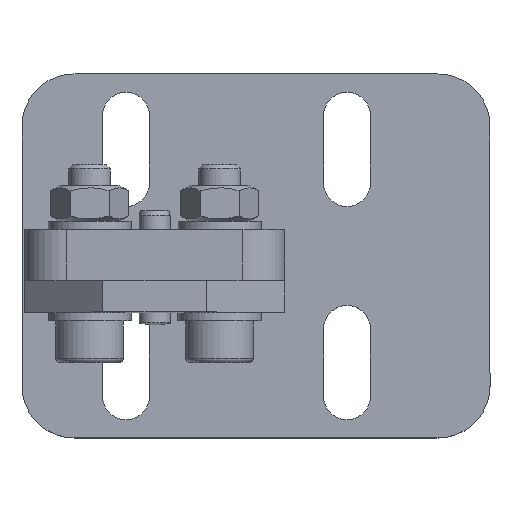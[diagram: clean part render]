
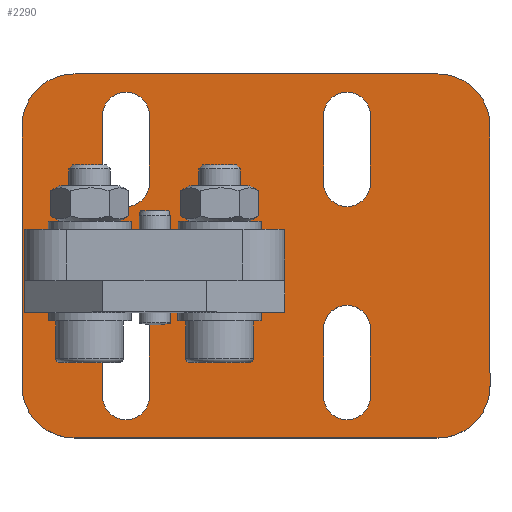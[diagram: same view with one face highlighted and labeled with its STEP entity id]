
A CAD part, top view. The second image highlights one B-rep face of the part: STEP entity #2290.
In plain terms, the highlighted planar face has unit normal (0, 0, 1).
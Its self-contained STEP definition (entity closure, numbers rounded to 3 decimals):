
#129=FACE_BOUND('',#429,.T.);
#130=FACE_BOUND('',#430,.T.);
#131=FACE_BOUND('',#431,.T.);
#132=FACE_BOUND('',#432,.T.);
#133=FACE_BOUND('',#433,.T.);
#173=CIRCLE('',#2505,10.);
#174=CIRCLE('',#2506,10.);
#175=CIRCLE('',#2507,10.);
#176=CIRCLE('',#2508,10.);
#177=CIRCLE('',#2509,4.5);
#178=CIRCLE('',#2510,4.5);
#179=CIRCLE('',#2511,4.5);
#180=CIRCLE('',#2512,4.5);
#181=CIRCLE('',#2513,4.5);
#182=CIRCLE('',#2514,4.5);
#183=CIRCLE('',#2515,4.5);
#184=CIRCLE('',#2516,4.5);
#286=FACE_OUTER_BOUND('',#428,.T.);
#428=EDGE_LOOP('',(#1544,#1545,#1546,#1547,#1548,#1549,#1550,#1551));
#429=EDGE_LOOP('',(#1552,#1553,#1554,#1555));
#430=EDGE_LOOP('',(#1556,#1557,#1558,#1559));
#431=EDGE_LOOP('',(#1560,#1561,#1562,#1563));
#432=EDGE_LOOP('',(#1564,#1565,#1566,#1567));
#433=EDGE_LOOP('',(#1568,#1569,#1570,#1571));
#619=LINE('',#3476,#801);
#620=LINE('',#3480,#802);
#621=LINE('',#3484,#803);
#622=LINE('',#3488,#804);
#623=LINE('',#3492,#805);
#624=LINE('',#3496,#806);
#625=LINE('',#3502,#807);
#626=LINE('',#3505,#808);
#627=LINE('',#3510,#809);
#628=LINE('',#3513,#810);
#629=LINE('',#3518,#811);
#630=LINE('',#3521,#812);
#631=LINE('',#3524,#813);
#632=LINE('',#3526,#814);
#633=LINE('',#3528,#815);
#634=LINE('',#3529,#816);
#801=VECTOR('',#2775,50.);
#802=VECTOR('',#2778,70.);
#803=VECTOR('',#2781,50.);
#804=VECTOR('',#2784,70.);
#805=VECTOR('',#2787,13.);
#806=VECTOR('',#2790,13.);
#807=VECTOR('',#2795,13.);
#808=VECTOR('',#2798,13.);
#809=VECTOR('',#2801,13.);
#810=VECTOR('',#2804,13.);
#811=VECTOR('',#2807,13.);
#812=VECTOR('',#2810,13.);
#813=VECTOR('',#2811,50.);
#814=VECTOR('',#2812,10.);
#815=VECTOR('',#2813,50.);
#816=VECTOR('',#2814,10.);
#982=VERTEX_POINT('',#3474);
#983=VERTEX_POINT('',#3475);
#984=VERTEX_POINT('',#3477);
#985=VERTEX_POINT('',#3479);
#986=VERTEX_POINT('',#3481);
#987=VERTEX_POINT('',#3483);
#988=VERTEX_POINT('',#3485);
#989=VERTEX_POINT('',#3487);
#990=VERTEX_POINT('',#3490);
#991=VERTEX_POINT('',#3491);
#992=VERTEX_POINT('',#3493);
#993=VERTEX_POINT('',#3495);
#994=VERTEX_POINT('',#3498);
#995=VERTEX_POINT('',#3499);
#996=VERTEX_POINT('',#3501);
#997=VERTEX_POINT('',#3503);
#998=VERTEX_POINT('',#3506);
#999=VERTEX_POINT('',#3507);
#1000=VERTEX_POINT('',#3509);
#1001=VERTEX_POINT('',#3511);
#1002=VERTEX_POINT('',#3514);
#1003=VERTEX_POINT('',#3515);
#1004=VERTEX_POINT('',#3517);
#1005=VERTEX_POINT('',#3519);
#1006=VERTEX_POINT('',#3522);
#1007=VERTEX_POINT('',#3523);
#1008=VERTEX_POINT('',#3525);
#1009=VERTEX_POINT('',#3527);
#1208=EDGE_CURVE('',#982,#983,#619,.T.);
#1209=EDGE_CURVE('',#984,#982,#173,.T.);
#1210=EDGE_CURVE('',#985,#984,#620,.T.);
#1211=EDGE_CURVE('',#986,#985,#174,.T.);
#1212=EDGE_CURVE('',#987,#986,#621,.T.);
#1213=EDGE_CURVE('',#988,#987,#175,.T.);
#1214=EDGE_CURVE('',#989,#988,#622,.T.);
#1215=EDGE_CURVE('',#983,#989,#176,.T.);
#1216=EDGE_CURVE('',#990,#991,#623,.T.);
#1217=EDGE_CURVE('',#991,#992,#177,.T.);
#1218=EDGE_CURVE('',#992,#993,#624,.T.);
#1219=EDGE_CURVE('',#993,#990,#178,.T.);
#1220=EDGE_CURVE('',#994,#995,#179,.T.);
#1221=EDGE_CURVE('',#995,#996,#625,.T.);
#1222=EDGE_CURVE('',#996,#997,#180,.T.);
#1223=EDGE_CURVE('',#997,#994,#626,.T.);
#1224=EDGE_CURVE('',#998,#999,#181,.T.);
#1225=EDGE_CURVE('',#999,#1000,#627,.T.);
#1226=EDGE_CURVE('',#1000,#1001,#182,.T.);
#1227=EDGE_CURVE('',#1001,#998,#628,.T.);
#1228=EDGE_CURVE('',#1002,#1003,#183,.T.);
#1229=EDGE_CURVE('',#1003,#1004,#629,.T.);
#1230=EDGE_CURVE('',#1004,#1005,#184,.T.);
#1231=EDGE_CURVE('',#1005,#1002,#630,.T.);
#1232=EDGE_CURVE('',#1006,#1007,#631,.T.);
#1233=EDGE_CURVE('',#1008,#1006,#632,.T.);
#1234=EDGE_CURVE('',#1009,#1008,#633,.T.);
#1235=EDGE_CURVE('',#1009,#1007,#634,.T.);
#1544=ORIENTED_EDGE('',*,*,#1208,.F.);
#1545=ORIENTED_EDGE('',*,*,#1209,.F.);
#1546=ORIENTED_EDGE('',*,*,#1210,.F.);
#1547=ORIENTED_EDGE('',*,*,#1211,.F.);
#1548=ORIENTED_EDGE('',*,*,#1212,.F.);
#1549=ORIENTED_EDGE('',*,*,#1213,.F.);
#1550=ORIENTED_EDGE('',*,*,#1214,.F.);
#1551=ORIENTED_EDGE('',*,*,#1215,.F.);
#1552=ORIENTED_EDGE('',*,*,#1216,.T.);
#1553=ORIENTED_EDGE('',*,*,#1217,.T.);
#1554=ORIENTED_EDGE('',*,*,#1218,.T.);
#1555=ORIENTED_EDGE('',*,*,#1219,.T.);
#1556=ORIENTED_EDGE('',*,*,#1220,.T.);
#1557=ORIENTED_EDGE('',*,*,#1221,.T.);
#1558=ORIENTED_EDGE('',*,*,#1222,.T.);
#1559=ORIENTED_EDGE('',*,*,#1223,.T.);
#1560=ORIENTED_EDGE('',*,*,#1224,.T.);
#1561=ORIENTED_EDGE('',*,*,#1225,.T.);
#1562=ORIENTED_EDGE('',*,*,#1226,.T.);
#1563=ORIENTED_EDGE('',*,*,#1227,.T.);
#1564=ORIENTED_EDGE('',*,*,#1228,.T.);
#1565=ORIENTED_EDGE('',*,*,#1229,.T.);
#1566=ORIENTED_EDGE('',*,*,#1230,.T.);
#1567=ORIENTED_EDGE('',*,*,#1231,.T.);
#1568=ORIENTED_EDGE('',*,*,#1232,.F.);
#1569=ORIENTED_EDGE('',*,*,#1233,.F.);
#1570=ORIENTED_EDGE('',*,*,#1234,.F.);
#1571=ORIENTED_EDGE('',*,*,#1235,.T.);
#2208=PLANE('',#2504);
#2290=ADVANCED_FACE('',(#286,#129,#130,#131,#132,#133),#2208,.T.);
#2504=AXIS2_PLACEMENT_3D('',#3473,#2773,#2774);
#2505=AXIS2_PLACEMENT_3D('',#3478,#2776,#2777);
#2506=AXIS2_PLACEMENT_3D('',#3482,#2779,#2780);
#2507=AXIS2_PLACEMENT_3D('',#3486,#2782,#2783);
#2508=AXIS2_PLACEMENT_3D('',#3489,#2785,#2786);
#2509=AXIS2_PLACEMENT_3D('',#3494,#2788,#2789);
#2510=AXIS2_PLACEMENT_3D('',#3497,#2791,#2792);
#2511=AXIS2_PLACEMENT_3D('',#3500,#2793,#2794);
#2512=AXIS2_PLACEMENT_3D('',#3504,#2796,#2797);
#2513=AXIS2_PLACEMENT_3D('',#3508,#2799,#2800);
#2514=AXIS2_PLACEMENT_3D('',#3512,#2802,#2803);
#2515=AXIS2_PLACEMENT_3D('',#3516,#2805,#2806);
#2516=AXIS2_PLACEMENT_3D('',#3520,#2808,#2809);
#2773=DIRECTION('center_axis',(0.,0.,1.));
#2774=DIRECTION('ref_axis',(1.,0.,0.));
#2775=DIRECTION('',(0.,1.,0.));
#2776=DIRECTION('center_axis',(0.,0.,-1.));
#2777=DIRECTION('ref_axis',(1.,0.,0.));
#2778=DIRECTION('',(-1.,0.,0.));
#2779=DIRECTION('center_axis',(0.,0.,-1.));
#2780=DIRECTION('ref_axis',(0.,1.,0.));
#2781=DIRECTION('',(0.,-1.,0.));
#2782=DIRECTION('center_axis',(0.,0.,-1.));
#2783=DIRECTION('ref_axis',(-1.,0.,0.));
#2784=DIRECTION('',(1.,0.,0.));
#2785=DIRECTION('center_axis',(0.,0.,-1.));
#2786=DIRECTION('ref_axis',(0.,-1.,0.));
#2787=DIRECTION('',(0.,-1.,0.));
#2788=DIRECTION('center_axis',(0.,0.,-1.));
#2789=DIRECTION('ref_axis',(-1.,0.,0.));
#2790=DIRECTION('',(0.,1.,0.));
#2791=DIRECTION('center_axis',(0.,0.,-1.));
#2792=DIRECTION('ref_axis',(1.,0.,0.));
#2793=DIRECTION('center_axis',(0.,0.,-1.));
#2794=DIRECTION('ref_axis',(1.,0.,0.));
#2795=DIRECTION('',(0.,-1.,0.));
#2796=DIRECTION('center_axis',(0.,0.,-1.));
#2797=DIRECTION('ref_axis',(-1.,0.,0.));
#2798=DIRECTION('',(0.,1.,0.));
#2799=DIRECTION('center_axis',(0.,0.,-1.));
#2800=DIRECTION('ref_axis',(-1.,0.,0.));
#2801=DIRECTION('',(0.,-1.,0.));
#2802=DIRECTION('center_axis',(0.,0.,-1.));
#2803=DIRECTION('ref_axis',(1.,0.,0.));
#2804=DIRECTION('',(0.,1.,0.));
#2805=DIRECTION('center_axis',(0.,0.,-1.));
#2806=DIRECTION('ref_axis',(-1.,0.,0.));
#2807=DIRECTION('',(0.,1.,0.));
#2808=DIRECTION('center_axis',(0.,0.,-1.));
#2809=DIRECTION('ref_axis',(1.,0.,0.));
#2810=DIRECTION('',(0.,-1.,0.));
#2811=DIRECTION('',(-1.,0.,0.));
#2812=DIRECTION('',(0.,1.,0.));
#2813=DIRECTION('',(1.,0.,0.));
#2814=DIRECTION('',(0.,1.,0.));
#3473=CARTESIAN_POINT('Origin',(47.418,28.969,10.));
#3474=CARTESIAN_POINT('',(2.418,3.969,10.));
#3475=CARTESIAN_POINT('',(2.418,53.969,10.));
#3476=CARTESIAN_POINT('',(2.418,3.969,10.));
#3477=CARTESIAN_POINT('',(12.418,-6.031,10.));
#3478=CARTESIAN_POINT('Origin',(12.418,3.969,10.));
#3479=CARTESIAN_POINT('',(82.418,-6.031,10.));
#3480=CARTESIAN_POINT('',(82.418,-6.031,10.));
#3481=CARTESIAN_POINT('',(92.418,3.969,10.));
#3482=CARTESIAN_POINT('Origin',(82.418,3.969,10.));
#3483=CARTESIAN_POINT('',(92.418,53.969,10.));
#3484=CARTESIAN_POINT('',(92.418,53.969,10.));
#3485=CARTESIAN_POINT('',(82.418,63.969,10.));
#3486=CARTESIAN_POINT('Origin',(82.418,53.969,10.));
#3487=CARTESIAN_POINT('',(12.418,63.969,10.));
#3488=CARTESIAN_POINT('',(12.418,63.969,10.));
#3489=CARTESIAN_POINT('Origin',(12.418,53.969,10.));
#3490=CARTESIAN_POINT('',(26.918,14.969,10.));
#3491=CARTESIAN_POINT('',(26.918,1.969,10.));
#3492=CARTESIAN_POINT('',(26.918,14.969,10.));
#3493=CARTESIAN_POINT('',(17.918,1.969,10.));
#3494=CARTESIAN_POINT('Origin',(22.418,1.969,10.));
#3495=CARTESIAN_POINT('',(17.918,14.969,10.));
#3496=CARTESIAN_POINT('',(17.918,1.969,10.));
#3497=CARTESIAN_POINT('Origin',(22.418,14.969,10.));
#3498=CARTESIAN_POINT('',(60.418,14.969,10.));
#3499=CARTESIAN_POINT('',(69.418,14.969,10.));
#3500=CARTESIAN_POINT('Origin',(64.918,14.969,10.));
#3501=CARTESIAN_POINT('',(69.418,1.969,10.));
#3502=CARTESIAN_POINT('',(69.418,14.969,10.));
#3503=CARTESIAN_POINT('',(60.418,1.969,10.));
#3504=CARTESIAN_POINT('Origin',(64.918,1.969,10.));
#3505=CARTESIAN_POINT('',(60.418,1.969,10.));
#3506=CARTESIAN_POINT('',(17.918,55.969,10.));
#3507=CARTESIAN_POINT('',(26.918,55.969,10.));
#3508=CARTESIAN_POINT('Origin',(22.418,55.969,10.));
#3509=CARTESIAN_POINT('',(26.918,42.969,10.));
#3510=CARTESIAN_POINT('',(26.918,55.969,10.));
#3511=CARTESIAN_POINT('',(17.918,42.969,10.));
#3512=CARTESIAN_POINT('Origin',(22.418,42.969,10.));
#3513=CARTESIAN_POINT('',(17.918,42.969,10.));
#3514=CARTESIAN_POINT('',(69.418,42.969,10.));
#3515=CARTESIAN_POINT('',(60.418,42.969,10.));
#3516=CARTESIAN_POINT('Origin',(64.918,42.969,10.));
#3517=CARTESIAN_POINT('',(60.418,55.969,10.));
#3518=CARTESIAN_POINT('',(60.418,42.969,10.));
#3519=CARTESIAN_POINT('',(69.418,55.969,10.));
#3520=CARTESIAN_POINT('Origin',(64.918,55.969,10.));
#3521=CARTESIAN_POINT('',(69.418,55.969,10.));
#3522=CARTESIAN_POINT('',(52.918,33.969,10.));
#3523=CARTESIAN_POINT('',(2.918,33.969,10.));
#3524=CARTESIAN_POINT('',(52.918,33.969,10.));
#3525=CARTESIAN_POINT('',(52.918,23.969,10.));
#3526=CARTESIAN_POINT('',(52.918,23.969,10.));
#3527=CARTESIAN_POINT('',(2.918,23.969,10.));
#3528=CARTESIAN_POINT('',(2.918,23.969,10.));
#3529=CARTESIAN_POINT('',(2.918,23.969,10.));
